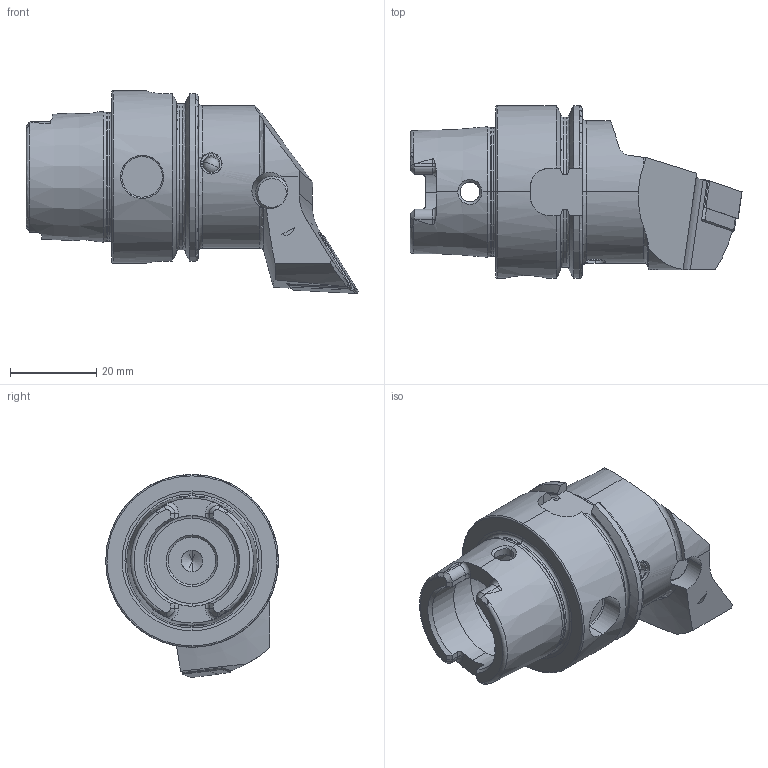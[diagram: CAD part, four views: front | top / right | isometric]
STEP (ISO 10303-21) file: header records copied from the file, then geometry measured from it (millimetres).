
FILE_DESCRIPTION (( 'STEP AP203' ), '1' );
FILE_NAME ('HA4-PDF.RJA.055.STEP', '2013-11-04T07:28:28', ( 'baer' ), ( 'Hewlett-Packard Company' ), 'SwSTEP 2.0', 'SolidWorks 2012', '' );
FILE_SCHEMA (( 'CONFIG_CONTROL_DESIGN' ));
Length unit declared in the file: millimetre
Products named in the file (8): HA4-PDF.RJA.055; WDF-ER2.101.003_A; WDF-ER3.101.000_A; WCD-ER4.101.017_A; WCD-ER1.101.000; DNMG150604; KVT_MB_600_050; HA4-PDF.RJA.055_A_Fertigbearbeitung
Assembly tree (7 placements, depth 2):
  HA4-PDF.RJA.055
    HA4-PDF.RJA.055_A_Fertigbearbeitung
    KVT_MB_600_050
    DNMG150604
    WCD-ER1.101.000
    WCD-ER4.101.017_A
    WDF-ER3.101.000_A
    WDF-ER2.101.003_A
Bounding box: 76.9 x 40 x 47 mm (x, y, z)
Volume: 42056.9 mm3; surface area: 16697.5 mm2
Topology: 8 solids, 8 shells, 385 faces, 990 edges, 606 vertices
Faces by surface type: plane 119, cylinder 107, cone 95, torus 45, bspline 17, sphere 2
Entity records: 14118 total; most frequent: CARTESIAN_POINT 4321, ORIENTED_EDGE 1946, DIRECTION 1822, EDGE_CURVE 973, AXIS2_PLACEMENT_3D 712, VERTEX_POINT 603, EDGE_LOOP 402, LINE 398
